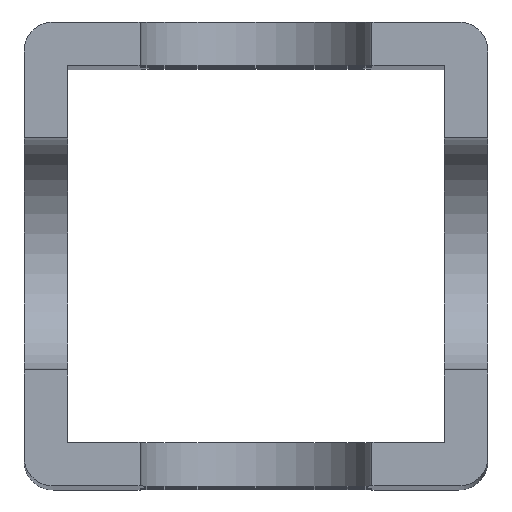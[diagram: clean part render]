
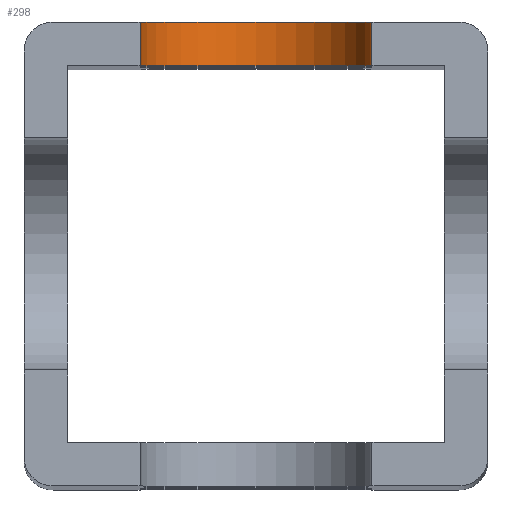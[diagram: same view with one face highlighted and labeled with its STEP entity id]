
A CAD part, top view. The second image highlights one B-rep face of the part: STEP entity #298.
In plain terms, the highlighted cylindrical face has radius 4 mm (diameter 8 mm), a partial arc.
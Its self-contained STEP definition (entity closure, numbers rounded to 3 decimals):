
#23 = CARTESIAN_POINT ( 'NONE',  ( 40.586, 29.77, 96.34 ) ) ;
#34 = CIRCLE ( 'NONE', #601, 4. ) ;
#36 = AXIS2_PLACEMENT_3D ( 'NONE', #2213, #455, #2527 ) ;
#298 = ADVANCED_FACE ( 'NONE', ( #909 ), #816, .F. ) ;
#308 = DIRECTION ( 'NONE',  ( 0., 1., 0. ) ) ;
#455 = DIRECTION ( 'NONE',  ( 0., 1., 0. ) ) ;
#601 = AXIS2_PLACEMENT_3D ( 'NONE', #2978, #1221, #3273 ) ;
#609 = DIRECTION ( 'NONE',  ( 0., -1., 0. ) ) ;
#624 = CIRCLE ( 'NONE', #36, 4. ) ;
#633 = CARTESIAN_POINT ( 'NONE',  ( 48.586, 29.77, 96.34 ) ) ;
#816 = CYLINDRICAL_SURFACE ( 'NONE', #847, 4. ) ;
#847 = AXIS2_PLACEMENT_3D ( 'NONE', #3572, #1916, #3316 ) ;
#882 = ORIENTED_EDGE ( 'NONE', *, *, #2208, .T. ) ;
#909 = FACE_OUTER_BOUND ( 'NONE', #1578, .T. ) ;
#1124 = VERTEX_POINT ( 'NONE', #1466 ) ;
#1215 = VERTEX_POINT ( 'NONE', #2146 ) ;
#1221 = DIRECTION ( 'NONE',  ( 0., 1., 0. ) ) ;
#1466 = CARTESIAN_POINT ( 'NONE',  ( 48.586, 45.77, 96.34 ) ) ;
#1578 = EDGE_LOOP ( 'NONE', ( #2963, #1689, #882, #2187 ) ) ;
#1639 = EDGE_CURVE ( 'NONE', #3327, #2990, #624, .T. ) ;
#1689 = ORIENTED_EDGE ( 'NONE', *, *, #1709, .F. ) ;
#1709 = EDGE_CURVE ( 'NONE', #1124, #3327, #2604, .T. ) ;
#1764 = CARTESIAN_POINT ( 'NONE',  ( 40.586, 44.27, 96.34 ) ) ;
#1916 = DIRECTION ( 'NONE',  ( 0., 1., 0. ) ) ;
#2146 = CARTESIAN_POINT ( 'NONE',  ( 40.586, 45.77, 96.34 ) ) ;
#2187 = ORIENTED_EDGE ( 'NONE', *, *, #3214, .F. ) ;
#2208 = EDGE_CURVE ( 'NONE', #1124, #1215, #34, .T. ) ;
#2213 = CARTESIAN_POINT ( 'NONE',  ( 44.586, 44.27, 96.34 ) ) ;
#2438 = CARTESIAN_POINT ( 'NONE',  ( 48.586, 44.27, 96.34 ) ) ;
#2527 = DIRECTION ( 'NONE',  ( 0., 0., 1. ) ) ;
#2601 = VECTOR ( 'NONE', #308, 1000. ) ;
#2604 = LINE ( 'NONE', #633, #3192 ) ;
#2963 = ORIENTED_EDGE ( 'NONE', *, *, #1639, .F. ) ;
#2978 = CARTESIAN_POINT ( 'NONE',  ( 44.586, 45.77, 96.34 ) ) ;
#2990 = VERTEX_POINT ( 'NONE', #1764 ) ;
#3192 = VECTOR ( 'NONE', #609, 1000. ) ;
#3214 = EDGE_CURVE ( 'NONE', #2990, #1215, #3369, .T. ) ;
#3273 = DIRECTION ( 'NONE',  ( 0., 0., 1. ) ) ;
#3316 = DIRECTION ( 'NONE',  ( 0., 0., 1. ) ) ;
#3327 = VERTEX_POINT ( 'NONE', #2438 ) ;
#3369 = LINE ( 'NONE', #23, #2601 ) ;
#3572 = CARTESIAN_POINT ( 'NONE',  ( 44.586, 29.77, 96.34 ) ) ;
